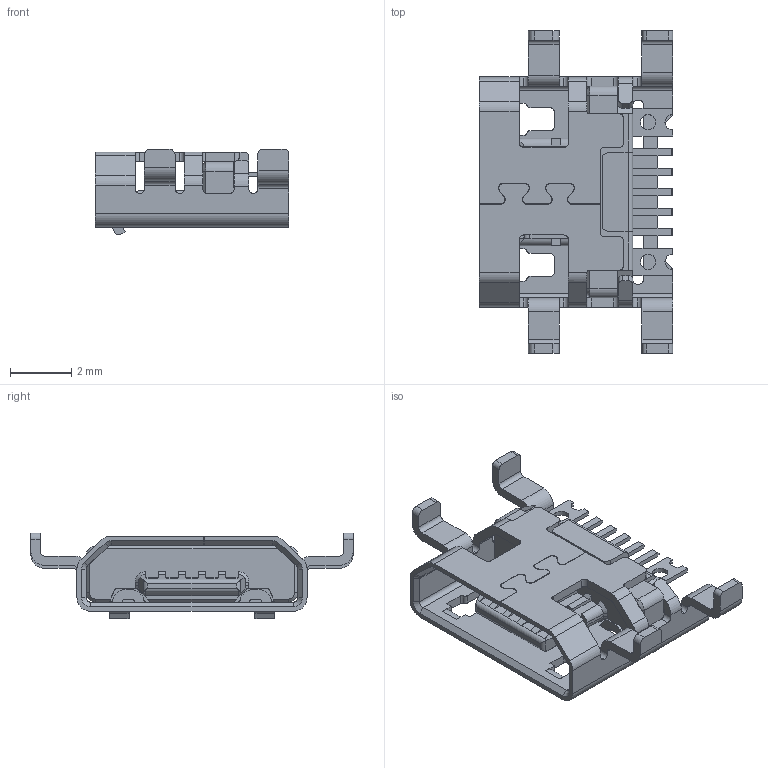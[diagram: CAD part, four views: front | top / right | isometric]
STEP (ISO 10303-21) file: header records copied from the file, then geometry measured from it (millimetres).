
FILE_DESCRIPTION(('CoCreate Modeling STEP Export'),'2;1');
FILE_NAME('7PIN 沉板0.65 四脚插板无翻边.stp','2017-02-26T13:50:40',(''),(''),'CoCreate Modeling STEP processor for AP214 (Solid Model)','CoCreate Modeling 16.00 13-May-2008 (C) Parametric Technology GmbH','');
FILE_SCHEMA(('AUTOMOTIVE_DESIGN { 1 0 10303 214 1 1 1 1 }'));
Length unit declared in the file: millimetre
Products named in the file (29): terminal; 4DIP08XIAWUFANBIAN_ASM; 1111.stp.1.2.1; a1; SHELL; 1111.stp.1.2.1.1; 沉板0.65四脚全插MICRO; 3.stp; AU_5U）.stp; .stp
Assembly tree (28 placements, depth 9):
  .stp
  AU_5U）.stp
      3.stp
        沉板0.65四脚全插MICRO
          1111.stp.1.2.1.1
            1111.stp.1.2.1
              4DIP08XIAWUFANBIAN_ASM
                terminal
            4DIP08XIAWUFANBIAN_ASM
              terminal
            a1
              4DIP08XIAWUFANBIAN_ASM
                terminal
              1111.stp.1.2.1
                4DIP08XIAWUFANBIAN_ASM
                  terminal
          SHELL
          1111.stp.1.2.1
            1111.stp.1.2.1
              4DIP08XIAWUFANBIAN_ASM
                terminal
            4DIP08XIAWUFANBIAN_ASM
              terminal
            a1
              4DIP08XIAWUFANBIAN_ASM
                terminal
              1111.stp.1.2.1
                4DIP08XIAWUFANBIAN_ASM
                  terminal
Bounding box: 6.3 x 10.5 x 2.8 mm (x, y, z)
Volume: 48.3 mm3; surface area: 284 mm2
Topology: 1 solids, 1 shells, 611 faces, 1757 edges, 1140 vertices
Faces by surface type: plane 391, cylinder 204, cone 14, torus 2
Entity records: 20265 total; most frequent: CARTESIAN_POINT 3566, ORIENTED_EDGE 3528, DIRECTION 3272, EDGE_CURVE 1757, VECTOR 1268, LINE 1268, VERTEX_POINT 1140, AXIS2_PLACEMENT_3D 1002
